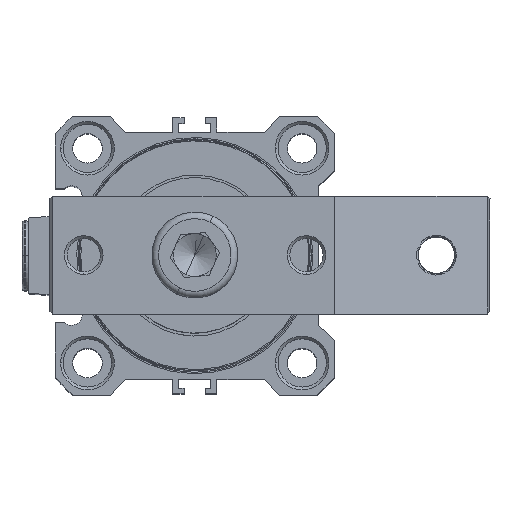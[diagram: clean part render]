
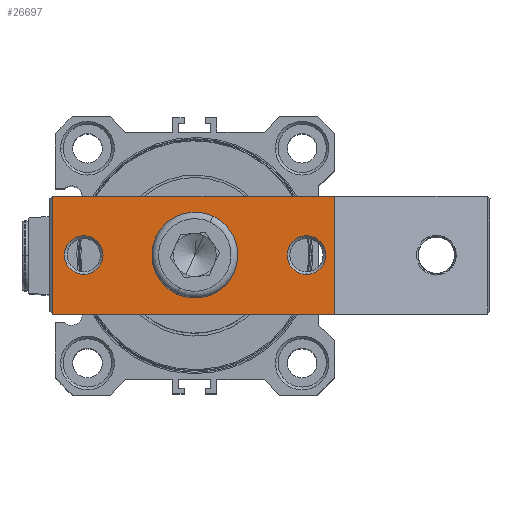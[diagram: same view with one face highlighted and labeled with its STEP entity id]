
A CAD part, top view. The second image highlights one B-rep face of the part: STEP entity #26697.
In plain terms, the highlighted face is planar.
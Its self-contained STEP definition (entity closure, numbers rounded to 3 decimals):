
#1196 = VERTEX_POINT ( 'NONE', #13826 ) ;
#2158 = CARTESIAN_POINT ( 'NONE',  ( 97.752, 108.154, 11. ) ) ;
#2776 = CARTESIAN_POINT ( 'NONE',  ( 97.752, 108.154, 14.6 ) ) ;
#4722 = DIRECTION ( 'NONE',  ( 0., 0., 1. ) ) ;
#4738 = DIRECTION ( 'NONE',  ( 0., 1., 0. ) ) ;
#4789 = CARTESIAN_POINT ( 'NONE',  ( 97.752, 108.154, 11. ) ) ;
#5187 = EDGE_LOOP ( 'NONE', ( #14093, #35151, #47391, #9861 ) ) ;
#5784 = CARTESIAN_POINT ( 'NONE',  ( 56.252, 108.154, 7.4 ) ) ;
#6214 = DIRECTION ( 'NONE',  ( 0., 0., 1. ) ) ;
#6603 = LINE ( 'NONE', #28792, #15878 ) ;
#6719 = EDGE_CURVE ( 'NONE', #1196, #31730, #23203, .T. ) ;
#7659 = EDGE_CURVE ( 'NONE', #9207, #26703, #23618, .T. ) ;
#8177 = LINE ( 'NONE', #13925, #16583 ) ;
#9207 = VERTEX_POINT ( 'NONE', #9645 ) ;
#9645 = CARTESIAN_POINT ( 'NONE',  ( 103.552, 108.154, 0. ) ) ;
#9668 = EDGE_CURVE ( 'NONE', #27696, #10966, #24898, .T. ) ;
#9861 = ORIENTED_EDGE ( 'NONE', *, *, #7659, .F. ) ;
#10966 = VERTEX_POINT ( 'NONE', #22334 ) ;
#13052 = AXIS2_PLACEMENT_3D ( 'NONE', #4789, #4738, #4722 ) ;
#13299 = VECTOR ( 'NONE', #20714, 1000. ) ;
#13826 = CARTESIAN_POINT ( 'NONE',  ( 97.752, 108.154, 7.4 ) ) ;
#13925 = CARTESIAN_POINT ( 'NONE',  ( 104.052, 108.154, 0. ) ) ;
#13972 = ORIENTED_EDGE ( 'NONE', *, *, #20817, .F. ) ;
#14076 = EDGE_LOOP ( 'NONE', ( #43043, #21540 ) ) ;
#14093 = ORIENTED_EDGE ( 'NONE', *, *, #15557, .F. ) ;
#15048 = PLANE ( 'NONE',  #41723 ) ;
#15557 = EDGE_CURVE ( 'NONE', #50642, #9207, #8177, .T. ) ;
#15878 = VECTOR ( 'NONE', #49038, 1000. ) ;
#16583 = VECTOR ( 'NONE', #38389, 1000. ) ;
#16612 = DIRECTION ( 'NONE',  ( 0., 1., 0. ) ) ;
#16921 = EDGE_CURVE ( 'NONE', #50642, #38202, #36872, .T. ) ;
#19161 = DIRECTION ( 'NONE',  ( 0., 0., -1. ) ) ;
#20321 = CARTESIAN_POINT ( 'NONE',  ( 51.052, 108.154, 22. ) ) ;
#20437 = EDGE_CURVE ( 'NONE', #10966, #27696, #41691, .T. ) ;
#20639 = DIRECTION ( 'NONE',  ( 0., 1., 0. ) ) ;
#20714 = DIRECTION ( 'NONE',  ( 0., 0., 1. ) ) ;
#20817 = EDGE_CURVE ( 'NONE', #31730, #1196, #48059, .T. ) ;
#21379 = CARTESIAN_POINT ( 'NONE',  ( 103.552, 108.154, 22. ) ) ;
#21540 = ORIENTED_EDGE ( 'NONE', *, *, #23888, .F. ) ;
#21902 = EDGE_LOOP ( 'NONE', ( #13972, #26558 ) ) ;
#22334 = CARTESIAN_POINT ( 'NONE',  ( 77.052, 108.154, 16.75 ) ) ;
#22662 = ORIENTED_EDGE ( 'NONE', *, *, #9668, .F. ) ;
#23203 = CIRCLE ( 'NONE', #13052, 3.6 ) ;
#23618 = LINE ( 'NONE', #21379, #13299 ) ;
#23719 = EDGE_LOOP ( 'NONE', ( #35944, #22662 ) ) ;
#23888 = EDGE_CURVE ( 'NONE', #27415, #32369, #45273, .T. ) ;
#24033 = CIRCLE ( 'NONE', #52030, 3.6 ) ;
#24125 = EDGE_CURVE ( 'NONE', #26703, #38202, #6603, .T. ) ;
#24136 = CARTESIAN_POINT ( 'NONE',  ( 56.252, 108.154, 11. ) ) ;
#24690 = CARTESIAN_POINT ( 'NONE',  ( 51.052, 108.154, 22. ) ) ;
#24898 = CIRCLE ( 'NONE', #29585, 5.75 ) ;
#24985 = FACE_BOUND ( 'NONE', #14076, .T. ) ;
#26558 = ORIENTED_EDGE ( 'NONE', *, *, #6719, .F. ) ;
#26697 = ADVANCED_FACE ( 'NONE', ( #41825, #35107, #24985, #46696 ), #15048, .F. ) ;
#26703 = VERTEX_POINT ( 'NONE', #27388 ) ;
#27388 = CARTESIAN_POINT ( 'NONE',  ( 103.552, 108.154, 22. ) ) ;
#27415 = VERTEX_POINT ( 'NONE', #5784 ) ;
#27696 = VERTEX_POINT ( 'NONE', #31428 ) ;
#27770 = VECTOR ( 'NONE', #49254, 1000. ) ;
#28104 = EDGE_CURVE ( 'NONE', #32369, #27415, #24033, .T. ) ;
#28261 = DIRECTION ( 'NONE',  ( 0., 0., 1. ) ) ;
#28792 = CARTESIAN_POINT ( 'NONE',  ( 104.052, 108.154, 22. ) ) ;
#29585 = AXIS2_PLACEMENT_3D ( 'NONE', #39531, #39463, #39457 ) ;
#30144 = AXIS2_PLACEMENT_3D ( 'NONE', #41102, #16612, #45221 ) ;
#30613 = DIRECTION ( 'NONE',  ( 0., 1., 0. ) ) ;
#31428 = CARTESIAN_POINT ( 'NONE',  ( 77.052, 108.154, 5.25 ) ) ;
#31730 = VERTEX_POINT ( 'NONE', #2776 ) ;
#32369 = VERTEX_POINT ( 'NONE', #35126 ) ;
#34690 = CARTESIAN_POINT ( 'NONE',  ( 51.052, 108.154, 0. ) ) ;
#35107 = FACE_BOUND ( 'NONE', #21902, .T. ) ;
#35126 = CARTESIAN_POINT ( 'NONE',  ( 56.252, 108.154, 14.6 ) ) ;
#35151 = ORIENTED_EDGE ( 'NONE', *, *, #16921, .T. ) ;
#35944 = ORIENTED_EDGE ( 'NONE', *, *, #20437, .F. ) ;
#36872 = LINE ( 'NONE', #24690, #27770 ) ;
#37292 = AXIS2_PLACEMENT_3D ( 'NONE', #2158, #30613, #6214 ) ;
#38202 = VERTEX_POINT ( 'NONE', #20321 ) ;
#38389 = DIRECTION ( 'NONE',  ( 1., 0., 0. ) ) ;
#39457 = DIRECTION ( 'NONE',  ( 0., 0., 1. ) ) ;
#39463 = DIRECTION ( 'NONE',  ( 0., 1., 0. ) ) ;
#39531 = CARTESIAN_POINT ( 'NONE',  ( 77.052, 108.154, 11. ) ) ;
#41102 = CARTESIAN_POINT ( 'NONE',  ( 77.052, 108.154, 11. ) ) ;
#41691 = CIRCLE ( 'NONE', #30144, 5.75 ) ;
#41723 = AXIS2_PLACEMENT_3D ( 'NONE', #51414, #43663, #19161 ) ;
#41825 = FACE_BOUND ( 'NONE', #23719, .T. ) ;
#43043 = ORIENTED_EDGE ( 'NONE', *, *, #28104, .F. ) ;
#43663 = DIRECTION ( 'NONE',  ( 0., -1., 0. ) ) ;
#45109 = CARTESIAN_POINT ( 'NONE',  ( 56.252, 108.154, 11. ) ) ;
#45221 = DIRECTION ( 'NONE',  ( 0., 0., 1. ) ) ;
#45273 = CIRCLE ( 'NONE', #51330, 3.6 ) ;
#46696 = FACE_OUTER_BOUND ( 'NONE', #5187, .T. ) ;
#47391 = ORIENTED_EDGE ( 'NONE', *, *, #24125, .F. ) ;
#48059 = CIRCLE ( 'NONE', #37292, 3.6 ) ;
#49038 = DIRECTION ( 'NONE',  ( -1., 0., 0. ) ) ;
#49125 = DIRECTION ( 'NONE',  ( 0., 0., 1. ) ) ;
#49254 = DIRECTION ( 'NONE',  ( 0., 0., 1. ) ) ;
#50642 = VERTEX_POINT ( 'NONE', #34690 ) ;
#51330 = AXIS2_PLACEMENT_3D ( 'NONE', #24136, #52346, #28261 ) ;
#51414 = CARTESIAN_POINT ( 'NONE',  ( 104.052, 108.154, 22. ) ) ;
#52030 = AXIS2_PLACEMENT_3D ( 'NONE', #45109, #20639, #49125 ) ;
#52346 = DIRECTION ( 'NONE',  ( 0., 1., 0. ) ) ;
